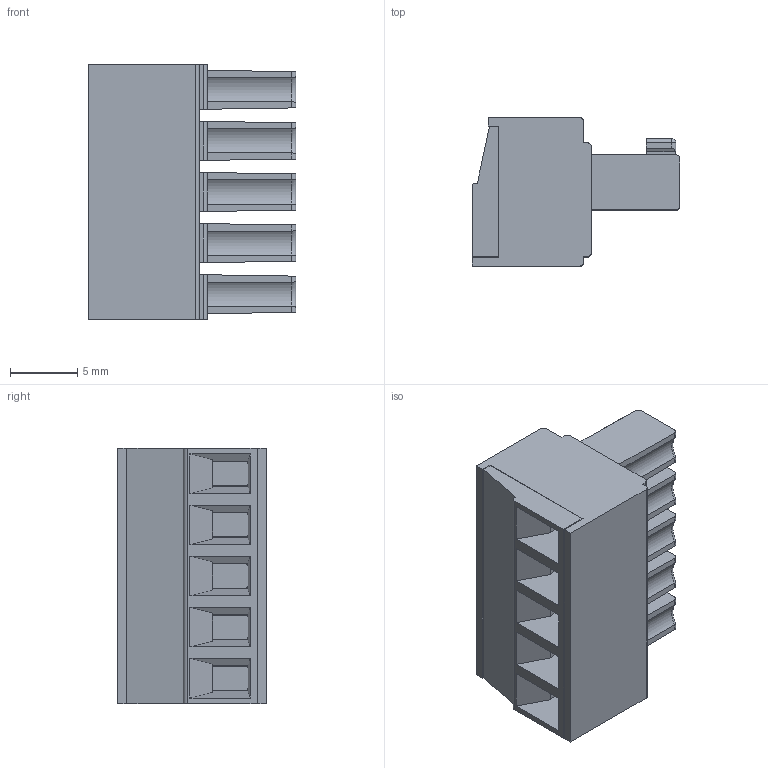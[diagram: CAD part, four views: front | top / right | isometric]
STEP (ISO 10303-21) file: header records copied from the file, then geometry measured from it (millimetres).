
FILE_DESCRIPTION(('STEP AP214'),'1');
FILE_NAME('SH05-3,81.stp','2018-11-19T09:32:39',(' '),(' '),'Spatial InterOp 3D',' ',' ');
FILE_SCHEMA(('AUTOMOTIVE_DESIGN { 1 0 10303 214 1 1 1 1 }'));
Length unit declared in the file: metre
Products named in the file (1): 1
Bounding box: 15.5 x 11.1 x 19.05 mm (x, y, z)
Volume: 1782.7 mm3; surface area: 2129.1 mm2
Topology: 1 solids, 1 shells, 390 faces, 1028 edges, 653 vertices
Faces by surface type: plane 261, cylinder 89, torus 15, cone 15, sphere 10
Full cylindrical faces by diameter (mm): 1.2 x5, 2.8 x5, 3 x5
Entity records: 14860 total; most frequent: CARTESIAN_POINT 2291, ORIENTED_EDGE 1944, DIRECTION 1918, EDGE_CURVE 972, LINE 720, VECTOR 720, VERTEX_POINT 637, AXIS2_PLACEMENT_3D 599
